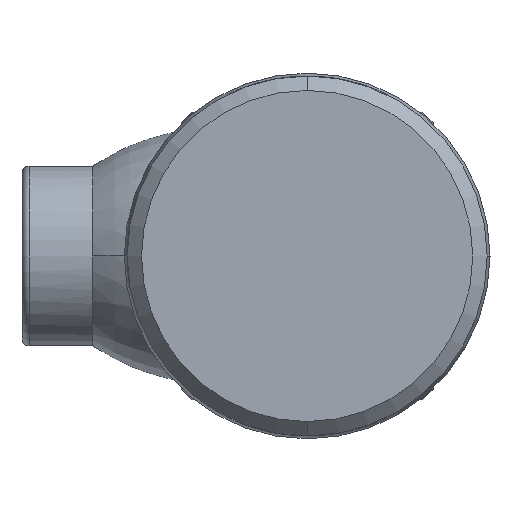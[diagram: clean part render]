
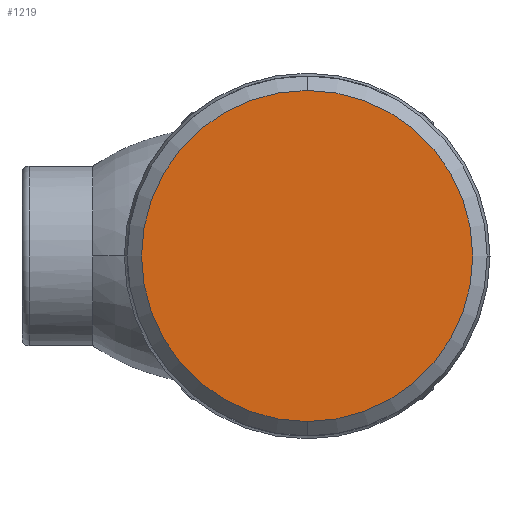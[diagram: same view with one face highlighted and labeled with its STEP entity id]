
A CAD part, left-side view. The second image highlights one B-rep face of the part: STEP entity #1219.
In plain terms, the highlighted planar face has unit normal (-1, 0, 0).
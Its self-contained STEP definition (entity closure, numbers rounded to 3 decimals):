
#84 = CARTESIAN_POINT ( 'NONE',  ( 0., 0., 23. ) ) ;
#193 = PLANE ( 'NONE',  #822 ) ;
#507 = AXIS2_PLACEMENT_3D ( 'NONE', #3312, #1545, #3593 ) ;
#581 = EDGE_LOOP ( 'NONE', ( #2336, #3393 ) ) ;
#696 = CARTESIAN_POINT ( 'NONE',  ( 0., 0., -23. ) ) ;
#727 = VERTEX_POINT ( 'NONE', #84 ) ;
#794 = DIRECTION ( 'NONE',  ( 0., 0., 1. ) ) ;
#822 = AXIS2_PLACEMENT_3D ( 'NONE', #3690, #2532, #794 ) ;
#874 = EDGE_CURVE ( 'NONE', #727, #2562, #1250, .T. ) ;
#1219 = ADVANCED_FACE ( 'NONE', ( #1378 ), #193, .F. ) ;
#1250 = CIRCLE ( 'NONE', #3693, 23. ) ;
#1378 = FACE_OUTER_BOUND ( 'NONE', #581, .T. ) ;
#1545 = DIRECTION ( 'NONE',  ( -1., 0., 0. ) ) ;
#1601 = DIRECTION ( 'NONE',  ( -1., 0., 0. ) ) ;
#2336 = ORIENTED_EDGE ( 'NONE', *, *, #874, .T. ) ;
#2532 = DIRECTION ( 'NONE',  ( 1., 0., 0. ) ) ;
#2562 = VERTEX_POINT ( 'NONE', #696 ) ;
#3312 = CARTESIAN_POINT ( 'NONE',  ( 0., 0., 0. ) ) ;
#3368 = CARTESIAN_POINT ( 'NONE',  ( 0., 0., 0. ) ) ;
#3393 = ORIENTED_EDGE ( 'NONE', *, *, #3429, .T. ) ;
#3429 = EDGE_CURVE ( 'NONE', #2562, #727, #3712, .T. ) ;
#3593 = DIRECTION ( 'NONE',  ( 0., 0., 1. ) ) ;
#3650 = DIRECTION ( 'NONE',  ( 0., 0., 1. ) ) ;
#3690 = CARTESIAN_POINT ( 'NONE',  ( 0., 0., 0. ) ) ;
#3693 = AXIS2_PLACEMENT_3D ( 'NONE', #3368, #1601, #3650 ) ;
#3712 = CIRCLE ( 'NONE', #507, 23. ) ;
